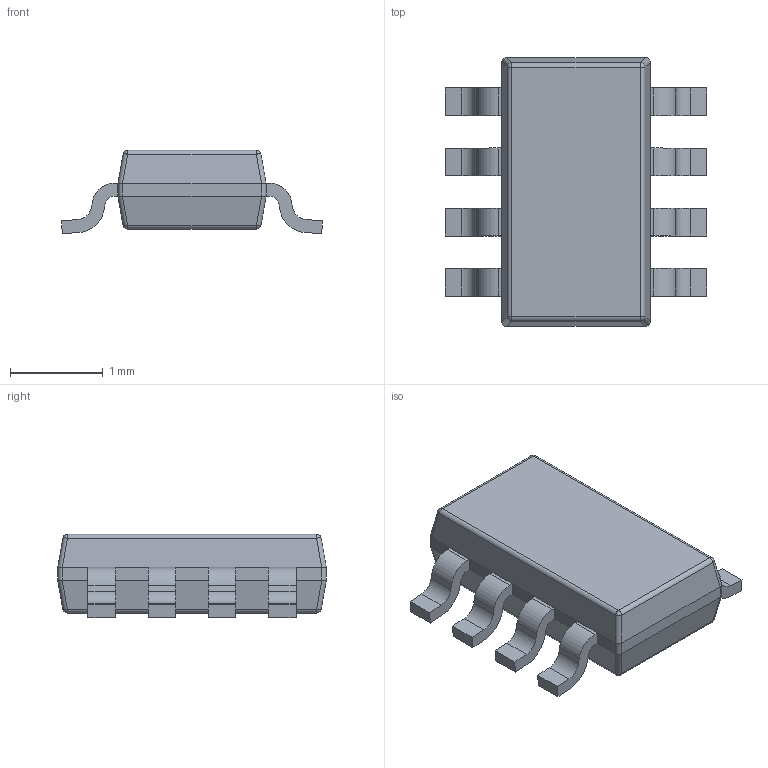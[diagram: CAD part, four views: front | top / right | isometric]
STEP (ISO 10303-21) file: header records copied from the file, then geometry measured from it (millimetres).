
FILE_DESCRIPTION((''),'2;1');
FILE_NAME('DDF0008A_ASM','2017-11-06T12:51:29',('a0412086'),(''),'CREO PARAMETRIC BY PTC INC, 2017260','CREO PARAMETRIC BY PTC INC, 2017260','');
FILE_SCHEMA(('AUTOMOTIVE_DESIGN { 1 0 10303 214 1 1 1 1 }'));
Length unit declared in the file: millimetre
Products named in the file (4): BODY-SO; LEAD-SO; PIN1-ID; DDF0008A_ASM
Assembly tree (10 placements, depth 2):
  DDF0008A_ASM
    BODY-SO
    LEAD-SO  x8
    PIN1-ID
Bounding box: 2.82 x 2.9 x 0.9 mm (x, y, z)
Volume: 4 mm3; surface area: 21.9 mm2
Topology: 9 solids, 9 shells, 154 faces, 384 edges, 248 vertices
Faces by surface type: plane 94, cylinder 52, sphere 8
Entity records: 2600 total; most frequent: CARTESIAN_POINT 520, DIRECTION 332, ORIENTED_EDGE 264, PRESENTATION_STYLE_ASSIGNMENT 134, STYLED_ITEM 134, CURVE_STYLE 132, EDGE_CURVE 132, AXIS2_PLACEMENT_3D 122
